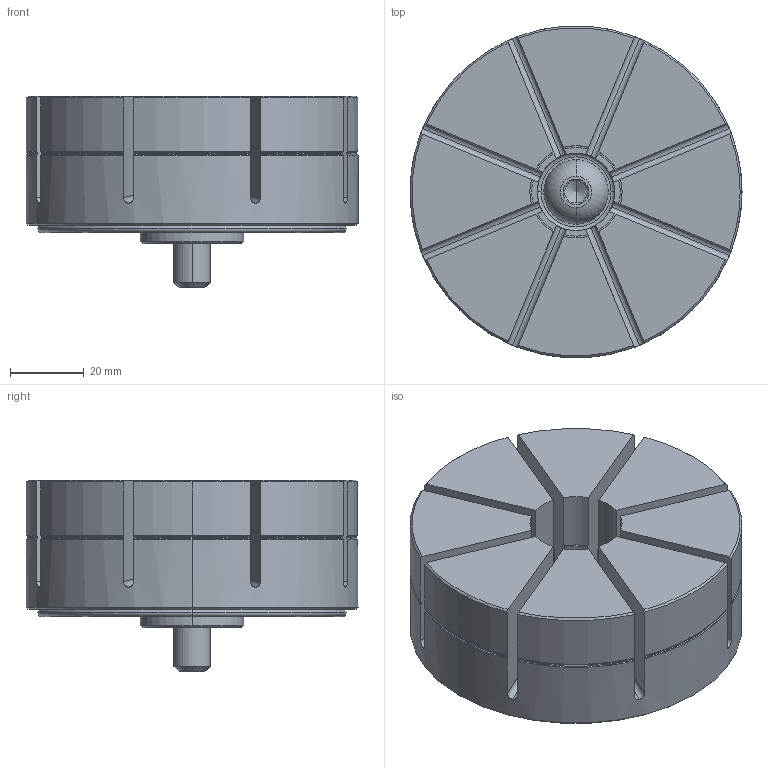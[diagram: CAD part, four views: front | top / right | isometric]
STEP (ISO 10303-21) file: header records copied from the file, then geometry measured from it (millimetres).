
FILE_DESCRIPTION (( 'STEP AP203' ), '1' );
FILE_NAME ('cp126-09001.STEP', '2021-10-25T23:34:53', ( '' ), ( '' ), 'SwSTEP 2.0', 'SolidWorks 2020', '' );
FILE_SCHEMA (( 'CONFIG_CONTROL_DESIGN' ));
Length unit declared in the file: millimetre
Products named in the file (1): cp126-09001
Bounding box: 90 x 90 x 52 mm (x, y, z)
Volume: 174892.5 mm3; surface area: 42294.2 mm2
Topology: 1 solids, 1 shells, 237 faces, 613 edges, 387 vertices
Faces by surface type: cylinder 71, plane 68, cone 62, torus 34, bspline 2
Entity records: 7912 total; most frequent: CARTESIAN_POINT 2133, ORIENTED_EDGE 1222, DIRECTION 1185, EDGE_CURVE 611, AXIS2_PLACEMENT_3D 473, VERTEX_POINT 387, EDGE_LOOP 248, VECTOR 239
